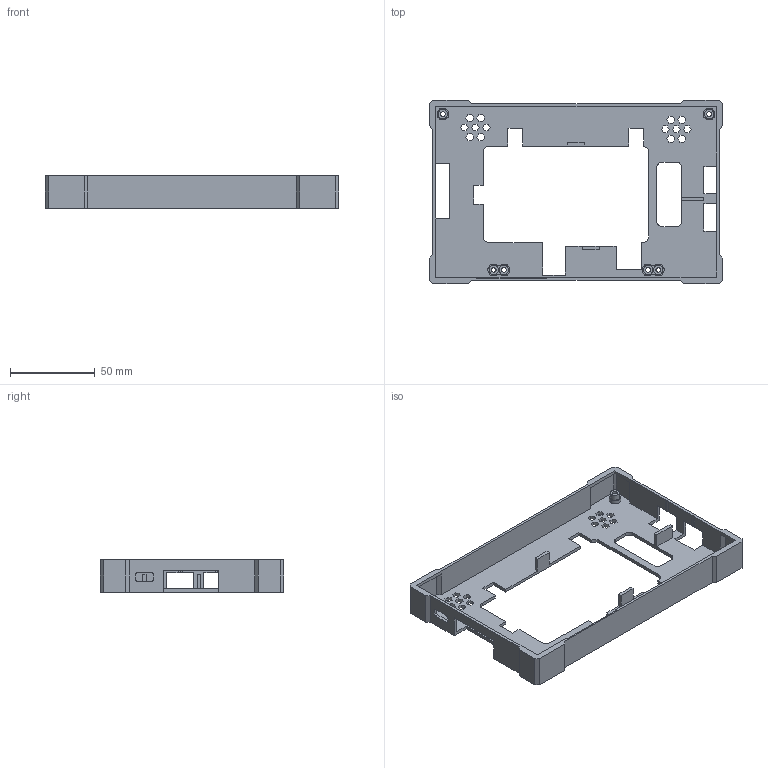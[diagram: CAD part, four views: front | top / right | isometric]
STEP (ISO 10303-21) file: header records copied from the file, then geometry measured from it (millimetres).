
FILE_DESCRIPTION (( 'STEP AP203' ), '1' );
FILE_NAME ('Raspberry_7INCH_DSI_800x480_BackCase_RevC_NoSSD_Type3.STEP', '2023-08-21T13:17:17', ( '' ), ( '' ), 'SwSTEP 2.0', 'SolidWorks 2017', '' );
FILE_SCHEMA (( 'CONFIG_CONTROL_DESIGN' ));
Length unit declared in the file: millimetre
Products named in the file (1): Raspberry_7INCH_DSI_800x480_BackCase_RevC_NoSSD_Type3
Bounding box: 173 x 108 x 19 mm (x, y, z)
Volume: 37534.6 mm3; surface area: 43034.3 mm2
Topology: 1 solids, 1 shells, 285 faces, 816 edges, 544 vertices
Faces by surface type: plane 218, cylinder 67
Entity records: 9425 total; most frequent: CARTESIAN_POINT 1646, ORIENTED_EDGE 1632, DIRECTION 1522, EDGE_CURVE 816, LINE 682, VECTOR 682, VERTEX_POINT 544, AXIS2_PLACEMENT_3D 420
